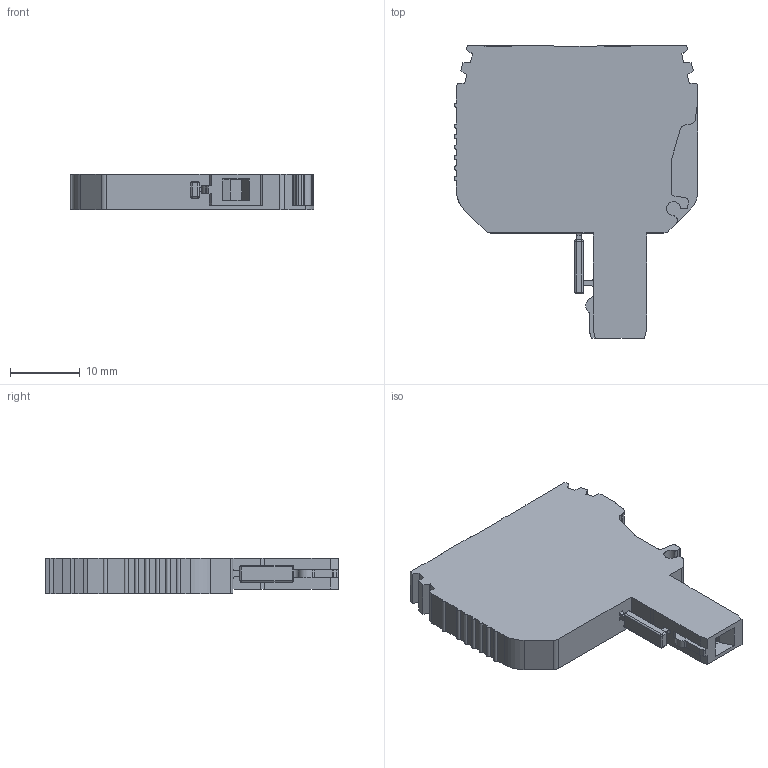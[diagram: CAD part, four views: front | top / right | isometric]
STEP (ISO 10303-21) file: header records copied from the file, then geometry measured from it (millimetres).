
FILE_DESCRIPTION (( 'STEP AP214' ), '1' );
FILE_NAME ('310719_SG_PT 2.5DB_1L_Grey.STEP', '2017-10-02T05:25:07', ( '' ), ( '' ), 'SwSTEP 2.0', 'SolidWorks 2017', '' );
FILE_SCHEMA (( 'AUTOMOTIVE_DESIGN' ));
Length unit declared in the file: millimetre
Products named in the file (1): 310719_SG_PT 2.5DB_1L_Grey
Bounding box: 34.9 x 41.9 x 5.15 mm (x, y, z)
Volume: 4908.3 mm3; surface area: 2909.6 mm2
Topology: 1 solids, 1 shells, 216 faces, 601 edges, 386 vertices
Faces by surface type: plane 144, cylinder 64, bspline 8
Entity records: 6929 total; most frequent: CARTESIAN_POINT 1331, ORIENTED_EDGE 1186, DIRECTION 1135, EDGE_CURVE 593, LINE 459, VECTOR 459, VERTEX_POINT 386, AXIS2_PLACEMENT_3D 338
